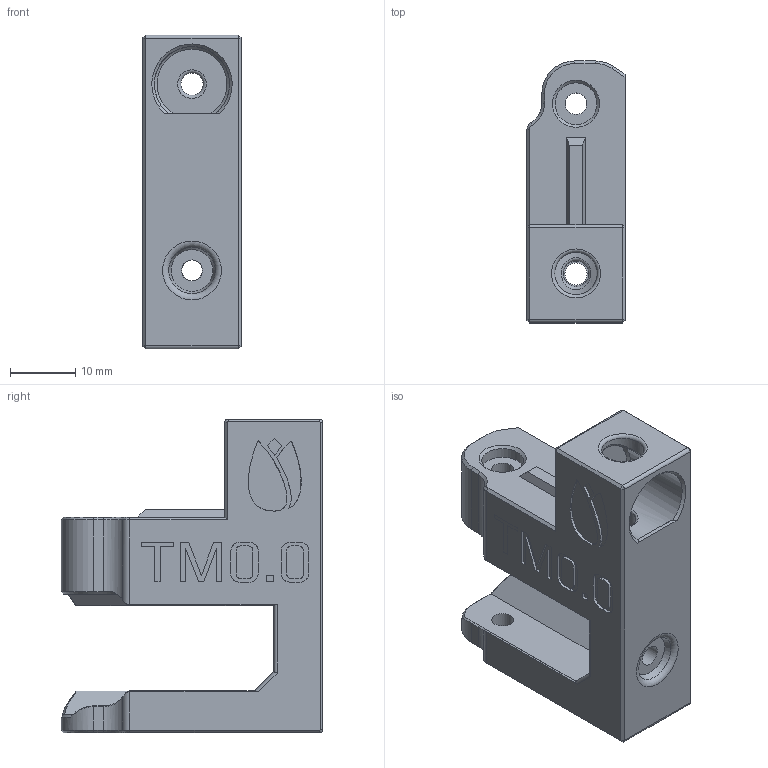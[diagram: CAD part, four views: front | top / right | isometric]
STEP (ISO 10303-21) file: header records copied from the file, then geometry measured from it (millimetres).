
FILE_DESCRIPTION(/* description */ (''),/* implementation_level */ '2;1');
FILE_NAME(/* name */ 'V0.2R1 Tulip TM0.0 - 18mm.step',/* time_stamp */ '2024-10-06T17:56:57+01:00',/* author */ (''),/* organization */ (''),/* preprocessor_version */ 'ST-DEVELOPER v20',/* originating_system */ 'Autodesk Translation Framework v13.20.0.188',/* authorisation */ '');
FILE_SCHEMA (('AUTOMOTIVE_DESIGN { 1 0 10303 214 3 1 1 }'));
Length unit declared in the file: millimetre
Products named in the file (6): V0.2R1 Tulip Gantry; Tensioner_Idlers; Tension_Idler_A; 18mm_Pin; Tension_Idler (3); A_Idler_Static_x1 (1)
Assembly tree (5 placements, depth 6):
  V0.2R1 Tulip Gantry
    Tensioner_Idlers
      Tension_Idler_A
        18mm_Pin
          Tension_Idler (3)
            A_Idler_Static_x1 (1)
Bounding box: 15 x 40.04 x 48 mm (x, y, z)
Volume: 12423.9 mm3; surface area: 6575.3 mm2
Topology: 1 solids, 2 shells, 309 faces, 827 edges, 537 vertices
Faces by surface type: plane 130, bspline 103, cylinder 44, cone 27, torus 5
Full cylindrical faces by diameter (mm): 3.2 x1, 3.299 x1, 3.3 x1, 3.4 x2, 3.9 x1, 6.1 x1, 6.4 x1, 6.5 x1, 11.5 x1
Entity records: 11605 total; most frequent: CARTESIAN_POINT 4380, ORIENTED_EDGE 1654, DIRECTION 1136, EDGE_CURVE 827, VERTEX_POINT 537, LINE 448, VECTOR 448, AXIS2_PLACEMENT_3D 344
